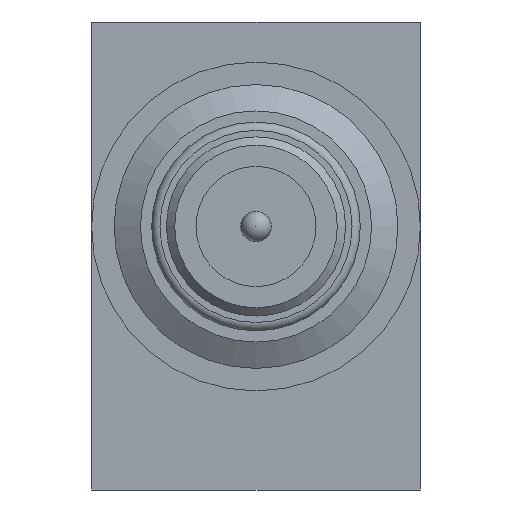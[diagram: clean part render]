
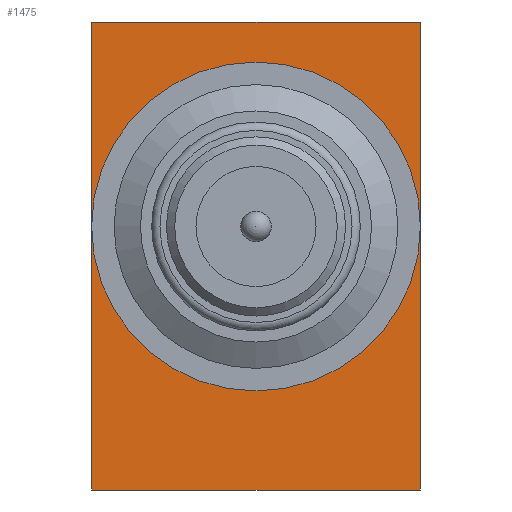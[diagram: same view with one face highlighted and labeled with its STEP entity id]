
A CAD part, left-side view. The second image highlights one B-rep face of the part: STEP entity #1475.
In plain terms, the highlighted planar face has unit normal (-1, 0, 0).
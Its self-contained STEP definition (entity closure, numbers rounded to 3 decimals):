
#33=LINE('',#2638,#71);
#39=LINE('',#2651,#77);
#40=LINE('',#2653,#78);
#41=LINE('',#2654,#79);
#71=VECTOR('',#2235,3.962);
#77=VECTOR('',#2245,5.639);
#78=VECTOR('',#2246,3.962);
#79=VECTOR('',#2247,5.639);
#254=PLANE('',#1747);
#459=FACE_OUTER_BOUND('',#665,.T.);
#665=EDGE_LOOP('',(#1259,#1260,#1261,#1262));
#884=VERTEX_POINT('',#2635);
#885=VERTEX_POINT('',#2637);
#890=VERTEX_POINT('',#2650);
#891=VERTEX_POINT('',#2652);
#1012=EDGE_CURVE('',#885,#884,#33,.T.);
#1018=EDGE_CURVE('',#890,#884,#39,.T.);
#1019=EDGE_CURVE('',#891,#890,#40,.T.);
#1020=EDGE_CURVE('',#885,#891,#41,.T.);
#1259=ORIENTED_EDGE('',*,*,#1018,.F.);
#1260=ORIENTED_EDGE('',*,*,#1019,.F.);
#1261=ORIENTED_EDGE('',*,*,#1020,.F.);
#1262=ORIENTED_EDGE('',*,*,#1012,.T.);
#1475=ADVANCED_FACE('',(#459),#254,.T.);
#1747=AXIS2_PLACEMENT_3D('',#2649,#2243,#2244);
#2235=DIRECTION('',(0.,1.,0.));
#2243=DIRECTION('center_axis',(-1.,0.,0.));
#2244=DIRECTION('ref_axis',(0.,0.,1.));
#2245=DIRECTION('',(0.,0.,1.));
#2246=DIRECTION('',(0.,1.,0.));
#2247=DIRECTION('',(0.,0.,-1.));
#2635=CARTESIAN_POINT('',(-3.451,1.981,2.921));
#2637=CARTESIAN_POINT('',(-3.451,-1.981,2.921));
#2638=CARTESIAN_POINT('',(-3.451,0.,2.921));
#2649=CARTESIAN_POINT('Origin',(-3.451,0.,-2.222));
#2650=CARTESIAN_POINT('',(-3.451,1.981,-2.718));
#2651=CARTESIAN_POINT('',(-3.451,1.981,-2.222));
#2652=CARTESIAN_POINT('',(-3.451,-1.981,-2.718));
#2653=CARTESIAN_POINT('',(-3.451,0.,-2.718));
#2654=CARTESIAN_POINT('',(-3.451,-1.981,-2.222));
